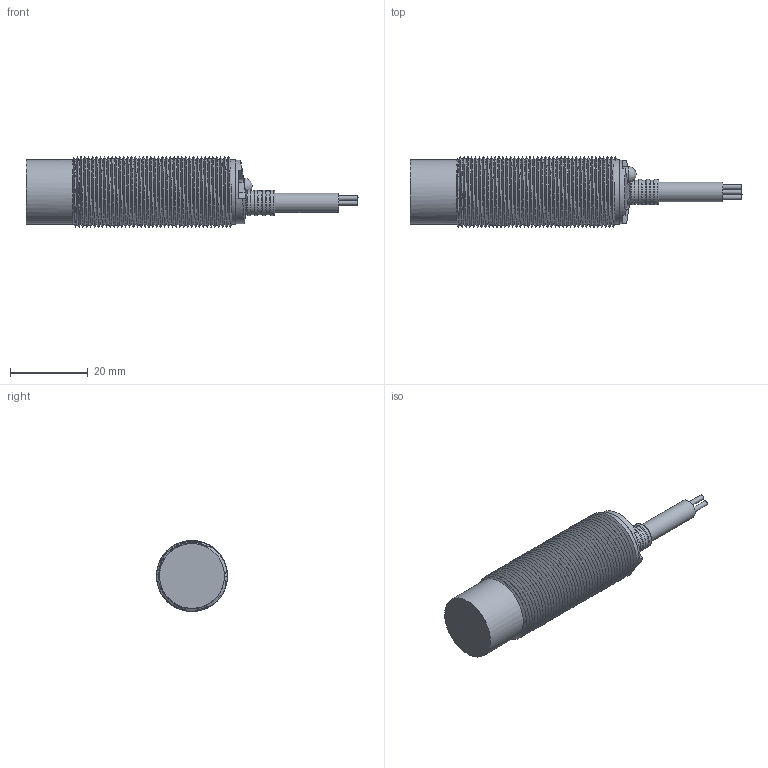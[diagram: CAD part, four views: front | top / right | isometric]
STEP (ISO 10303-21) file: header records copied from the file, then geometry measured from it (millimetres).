
FILE_DESCRIPTION( ('This file contains a STEP AP42 implementation' ,'as created by ZW3D STEP Interface translator.') ,'2;1' );
FILE_NAME( 'FCS2-1808X-X3UX.stp' ,'20 6 4.103858', (''), ('ZWCAD Software Co.'), 'Version 1.0', 'ZW3D to STEP translator', '' );
FILE_SCHEMA(('AUTOMOTIVE_DESIGN'));
Length unit declared in the file: millimetre
Products named in the file (2): 0; ECS1-1808X-X3UX1
Bounding box: 85.61 x 18.26 x 18.26 mm (x, y, z)
Volume: 26890 mm3; surface area: 12196.1 mm2
Topology: 2 solids, 2 shells, 186 faces, 467 edges, 298 vertices
Faces by surface type: bspline 186
Entity records: 10945 total; most frequent: CARTESIAN_POINT 8209, ORIENTED_EDGE 934, EDGE_CURVE 467, VERTEX_POINT 298, EDGE_LOOP 199, B_SPLINE_CURVE_WITH_KNOTS 195, FACE_OUTER_BOUND 186, ADVANCED_FACE 186
